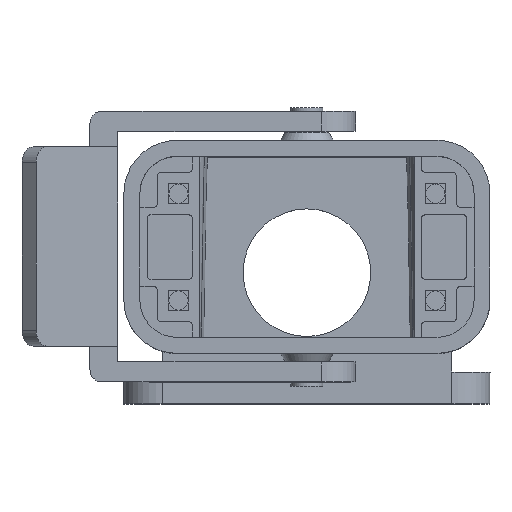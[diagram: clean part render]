
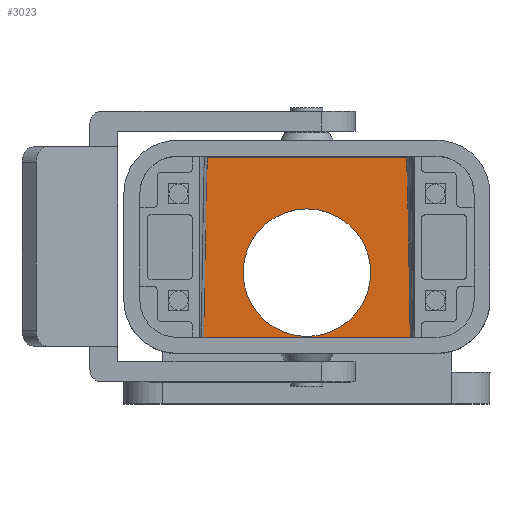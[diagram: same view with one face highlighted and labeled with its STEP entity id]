
A CAD part, top view. The second image highlights one B-rep face of the part: STEP entity #3023.
In plain terms, the highlighted planar face has unit normal (0, 0, 1).
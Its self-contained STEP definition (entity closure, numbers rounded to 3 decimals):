
#2715=FACE_BOUND('',#4103,.T.);
#2716=FACE_BOUND('',#4104,.T.);
#3023=ADVANCED_FACE('',(#2715,#2716),#3374,.F.);
#3374=PLANE('',#10483);
#4103=EDGE_LOOP('',(#6808,#6809,#6810,#6811,#6812,#6813,#6814,#6815));
#4104=EDGE_LOOP('',(#6816));
#4770=LINE('',#14052,#5489);
#4778=LINE('',#14069,#5497);
#4780=LINE('',#14077,#5499);
#4796=LINE('',#14134,#5515);
#4800=LINE('',#14147,#5519);
#4807=LINE('',#14187,#5526);
#4809=LINE('',#14191,#5528);
#4810=LINE('',#14192,#5529);
#5489=VECTOR('',#11843,1.);
#5497=VECTOR('',#11857,1.);
#5499=VECTOR('',#11861,1.);
#5515=VECTOR('',#11901,1.);
#5519=VECTOR('',#11907,1.);
#5526=VECTOR('',#11946,1.);
#5528=VECTOR('',#11950,1.);
#5529=VECTOR('',#11951,1.);
#6808=ORIENTED_EDGE('',*,*,#9033,.F.);
#6809=ORIENTED_EDGE('',*,*,#9081,.F.);
#6810=ORIENTED_EDGE('',*,*,#9056,.T.);
#6811=ORIENTED_EDGE('',*,*,#9061,.T.);
#6812=ORIENTED_EDGE('',*,*,#9079,.T.);
#6813=ORIENTED_EDGE('',*,*,#9082,.T.);
#6814=ORIENTED_EDGE('',*,*,#9022,.F.);
#6815=ORIENTED_EDGE('',*,*,#9030,.F.);
#6816=ORIENTED_EDGE('',*,*,#9018,.F.);
#8187=VERTEX_POINT('',#14043);
#8188=VERTEX_POINT('',#14046);
#8191=VERTEX_POINT('',#14051);
#8197=VERTEX_POINT('',#14068);
#8198=VERTEX_POINT('',#14076);
#8215=VERTEX_POINT('',#14133);
#8216=VERTEX_POINT('',#14135);
#8220=VERTEX_POINT('',#14146);
#8230=VERTEX_POINT('',#14188);
#9018=EDGE_CURVE('',#8187,#8187,#9579,.T.);
#9022=EDGE_CURVE('',#8191,#8188,#4770,.T.);
#9030=EDGE_CURVE('',#8197,#8191,#4778,.T.);
#9033=EDGE_CURVE('',#8198,#8197,#4780,.T.);
#9056=EDGE_CURVE('',#8216,#8215,#4796,.T.);
#9061=EDGE_CURVE('',#8215,#8220,#4800,.T.);
#9079=EDGE_CURVE('',#8220,#8230,#4807,.T.);
#9081=EDGE_CURVE('',#8216,#8198,#4809,.T.);
#9082=EDGE_CURVE('',#8230,#8188,#4810,.T.);
#9579=CIRCLE('',#10446,8.);
#10446=AXIS2_PLACEMENT_3D('',#14042,#11835,#11836);
#10483=AXIS2_PLACEMENT_3D('',#14193,#11952,#11953);
#11835=DIRECTION('',(0.,0.,1.));
#11836=DIRECTION('',(0.,-1.,0.));
#11843=DIRECTION('',(0.108,0.994,0.));
#11857=DIRECTION('',(0.017,1.,0.));
#11861=DIRECTION('',(0.,1.,0.));
#11901=DIRECTION('',(0.,1.,0.));
#11907=DIRECTION('',(-0.017,1.,0.));
#11946=DIRECTION('',(-0.108,0.994,0.));
#11950=DIRECTION('',(-1.,0.,0.));
#11951=DIRECTION('',(-1.,0.,0.));
#11952=DIRECTION('',(0.,0.,-1.));
#11953=DIRECTION('',(1.,0.,0.));
#14042=CARTESIAN_POINT('',(-20.171,94.683,-98.493));
#14043=CARTESIAN_POINT('',(-20.171,86.683,-98.493));
#14046=CARTESIAN_POINT('',(-34.171,109.183,-98.493));
#14051=CARTESIAN_POINT('',(-36.173,90.683,-98.493));
#14052=CARTESIAN_POINT('',(-33.985,110.912,-98.493));
#14068=CARTESIAN_POINT('',(-36.321,82.183,-98.493));
#14069=CARTESIAN_POINT('',(-35.814,111.255,-98.493));
#14076=CARTESIAN_POINT('',(-36.321,79.183,-98.493));
#14077=CARTESIAN_POINT('',(-36.321,111.283,-98.493));
#14133=CARTESIAN_POINT('',(-4.022,82.183,-98.493));
#14134=CARTESIAN_POINT('',(-4.022,82.183,-98.493));
#14135=CARTESIAN_POINT('',(-4.022,79.183,-98.493));
#14146=CARTESIAN_POINT('',(-4.17,90.683,-98.493));
#14147=CARTESIAN_POINT('',(-4.004,81.184,-98.493));
#14187=CARTESIAN_POINT('',(-4.17,90.683,-98.493));
#14188=CARTESIAN_POINT('',(-6.171,109.183,-98.493));
#14191=CARTESIAN_POINT('',(-6.022,79.183,-98.493));
#14192=CARTESIAN_POINT('',(-41.321,109.183,-98.493));
#14193=CARTESIAN_POINT('',(-37.421,111.283,-98.493));
